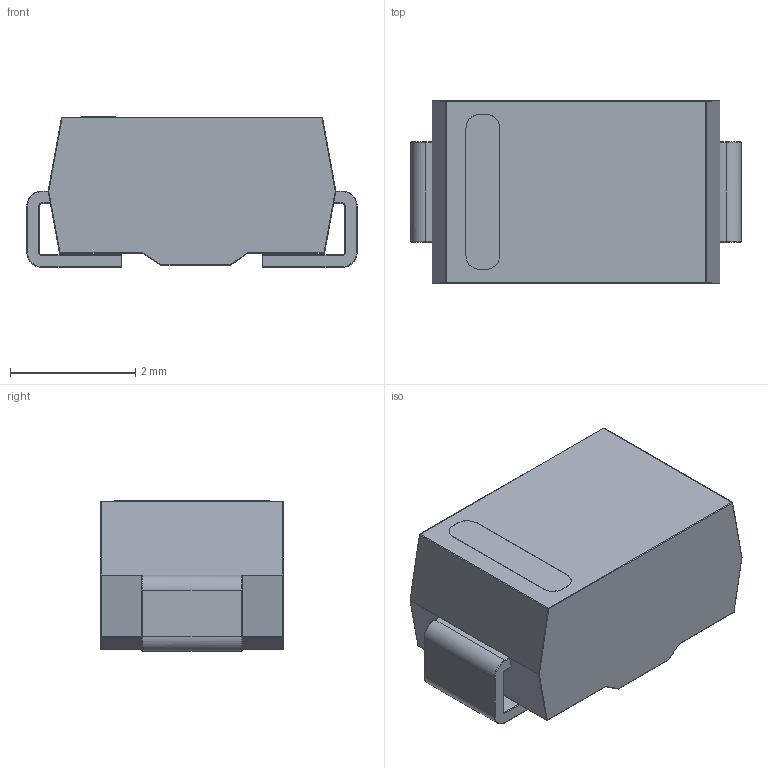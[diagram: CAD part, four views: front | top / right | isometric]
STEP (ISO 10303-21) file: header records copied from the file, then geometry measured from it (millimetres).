
FILE_DESCRIPTION(('FreeCAD Model'),'2;1');
FILE_NAME('D_SMA.step','2017-11-25T14:56:46',( 'kicad StepUp'),('ksu MCAD'),'Open CASCADE STEP processor 6.8', 'FreeCAD','Unknown');
FILE_SCHEMA(('AUTOMOTIVE_DESIGN_CC2 { 1 2 10303 214 -1 1 5 4 }'));
Length unit declared in the file: millimetre
Products named in the file (2): ASSEMBLY; D_SMA
Assembly tree (1 placements, depth 2):
  ASSEMBLY
    D_SMA
Bounding box: 5.28 x 2.92 x 2.41 mm (x, y, z)
Volume: 30.4 mm3; surface area: 75.8 mm2
Topology: 1 solids, 1 shells, 153 faces, 338 edges, 188 vertices
Faces by surface type: bspline 134, plane 19
Entity records: 7268 total; most frequent: CARTESIAN_POINT 4205, ORIENTED_EDGE 676, EDGE_CURVE 338, VERTEX_POINT 188, B_SPLINE_CURVE_WITH_KNOTS 187, FACE_BOUND 154, EDGE_LOOP 154, ADVANCED_FACE 153
